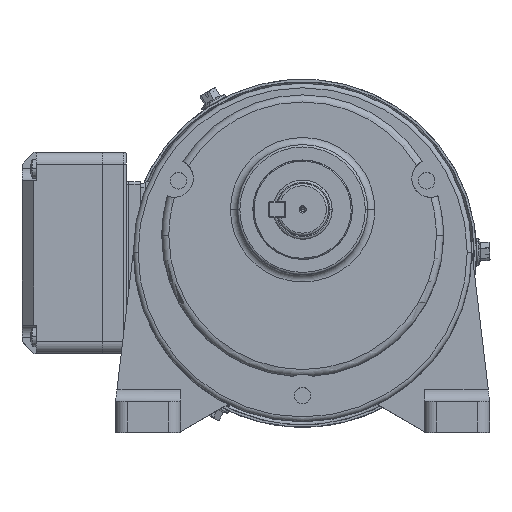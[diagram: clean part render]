
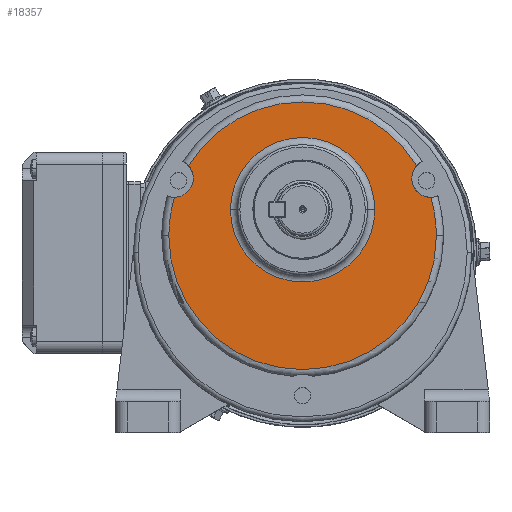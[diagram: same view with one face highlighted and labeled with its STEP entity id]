
A CAD part, top view. The second image highlights one B-rep face of the part: STEP entity #18357.
In plain terms, the highlighted face is planar.
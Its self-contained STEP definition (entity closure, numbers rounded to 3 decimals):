
#1656 = ORIENTED_EDGE ( 'NONE', *, *, #27928, .T. ) ;
#1666 = ORIENTED_EDGE ( 'NONE', *, *, #28420, .T. ) ;
#1778 = EDGE_LOOP ( 'NONE', ( #1890, #1666, #1959, #2006, #1993, #1991, #2000 ) ) ;
#1779 = EDGE_CURVE ( 'NONE', #27932, #27861, #31776, .T. ) ;
#1867 = EDGE_CURVE ( 'NONE', #1888, #27637, #31931, .T. ) ;
#1888 = VERTEX_POINT ( 'NONE', #31972 ) ;
#1890 = ORIENTED_EDGE ( 'NONE', *, *, #28540, .T. ) ;
#1959 = ORIENTED_EDGE ( 'NONE', *, *, #28291, .T. ) ;
#1991 = ORIENTED_EDGE ( 'NONE', *, *, #27633, .F. ) ;
#1993 = ORIENTED_EDGE ( 'NONE', *, *, #1867, .T. ) ;
#1996 = EDGE_CURVE ( 'NONE', #1888, #28369, #32163, .T. ) ;
#2000 = ORIENTED_EDGE ( 'NONE', *, *, #2013, .F. ) ;
#2006 = ORIENTED_EDGE ( 'NONE', *, *, #1996, .F. ) ;
#2013 = EDGE_CURVE ( 'NONE', #28541, #27582, #32151, .T. ) ;
#2379 = ORIENTED_EDGE ( 'NONE', *, *, #1779, .T. ) ;
#6926 = CARTESIAN_POINT ( 'NONE',  ( 46.127, 31.25, -16.8 ) ) ;
#7023 = DIRECTION ( 'NONE',  ( -1., 0., 0. ) ) ;
#7024 = DIRECTION ( 'NONE',  ( 0., 0., -1. ) ) ;
#7025 = AXIS2_PLACEMENT_3D ( 'NONE', #7033, #7024, #7023 ) ;
#7033 = CARTESIAN_POINT ( 'NONE',  ( 54.127, 31.25, -16.8 ) ) ;
#7035 = CIRCLE ( 'NONE', #7025, 8. ) ;
#7036 = CARTESIAN_POINT ( 'NONE',  ( 48.147, 36.565, -16.8 ) ) ;
#7437 = CARTESIAN_POINT ( 'NONE',  ( -30.5, 18., -16.8 ) ) ;
#7532 = CARTESIAN_POINT ( 'NONE',  ( 0., 18., -16.8 ) ) ;
#7576 = CARTESIAN_POINT ( 'NONE',  ( 30.5, 18., -16.8 ) ) ;
#7577 = DIRECTION ( 'NONE',  ( 1., 0., 0. ) ) ;
#7578 = DIRECTION ( 'NONE',  ( 0., 0., 1. ) ) ;
#7579 = AXIS2_PLACEMENT_3D ( 'NONE', #7532, #7578, #7577 ) ;
#7582 = CIRCLE ( 'NONE', #7579, 30.5 ) ;
#8302 = DIRECTION ( 'NONE',  ( 1., 0., 0. ) ) ;
#8303 = DIRECTION ( 'NONE',  ( 0., 0., -1. ) ) ;
#8304 = CARTESIAN_POINT ( 'NONE',  ( 0., 7., -16.8 ) ) ;
#8305 = AXIS2_PLACEMENT_3D ( 'NONE', #8304, #8303, #8302 ) ;
#8306 = CIRCLE ( 'NONE', #8305, 56.5 ) ;
#8410 = CARTESIAN_POINT ( 'NONE',  ( -56.5, 7., -16.8 ) ) ;
#8532 = CARTESIAN_POINT ( 'NONE',  ( -54.113, 23.25, -16.8 ) ) ;
#8651 = DIRECTION ( 'NONE',  ( 1., 0., 0. ) ) ;
#8652 = AXIS2_PLACEMENT_3D ( 'NONE', #8657, #8656, #8651 ) ;
#8656 = DIRECTION ( 'NONE',  ( 0., 0., -1. ) ) ;
#8657 = CARTESIAN_POINT ( 'NONE',  ( 0., 7., -16.8 ) ) ;
#8658 = CARTESIAN_POINT ( 'NONE',  ( 56.5, 7., -16.8 ) ) ;
#8672 = CIRCLE ( 'NONE', #8652, 56.5 ) ;
#8885 = CIRCLE ( 'NONE', #8892, 56.5 ) ;
#8892 = AXIS2_PLACEMENT_3D ( 'NONE', #8934, #8933, #8932 ) ;
#8932 = DIRECTION ( 'NONE',  ( 1., 0., 0. ) ) ;
#8933 = DIRECTION ( 'NONE',  ( 0., 0., -1. ) ) ;
#8934 = CARTESIAN_POINT ( 'NONE',  ( 0., 7., -16.8 ) ) ;
#8947 = CARTESIAN_POINT ( 'NONE',  ( 54.113, 23.25, -16.8 ) ) ;
#18357 = ADVANCED_FACE ( 'NONE', ( #37531, #37545 ), #37530, .F. ) ;
#18358 = EDGE_LOOP ( 'NONE', ( #2379, #1656 ) ) ;
#27582 = VERTEX_POINT ( 'NONE', #6926 ) ;
#27633 = EDGE_CURVE ( 'NONE', #27582, #27637, #7035, .T. ) ;
#27637 = VERTEX_POINT ( 'NONE', #7036 ) ;
#27861 = VERTEX_POINT ( 'NONE', #7437 ) ;
#27928 = EDGE_CURVE ( 'NONE', #27861, #27932, #7582, .T. ) ;
#27932 = VERTEX_POINT ( 'NONE', #7576 ) ;
#28291 = EDGE_CURVE ( 'NONE', #28304, #28369, #8306, .T. ) ;
#28304 = VERTEX_POINT ( 'NONE', #8410 ) ;
#28369 = VERTEX_POINT ( 'NONE', #8532 ) ;
#28420 = EDGE_CURVE ( 'NONE', #28422, #28304, #8672, .T. ) ;
#28422 = VERTEX_POINT ( 'NONE', #8658 ) ;
#28540 = EDGE_CURVE ( 'NONE', #28541, #28422, #8885, .T. ) ;
#28541 = VERTEX_POINT ( 'NONE', #8947 ) ;
#31775 = CARTESIAN_POINT ( 'NONE',  ( 0., 18., -16.8 ) ) ;
#31776 = CIRCLE ( 'NONE', #31777, 30.5 ) ;
#31777 = AXIS2_PLACEMENT_3D ( 'NONE', #31775, #31830, #31829 ) ;
#31829 = DIRECTION ( 'NONE',  ( 1., 0., 0. ) ) ;
#31830 = DIRECTION ( 'NONE',  ( 0., 0., 1. ) ) ;
#31921 = AXIS2_PLACEMENT_3D ( 'NONE', #31975, #31974, #31973 ) ;
#31931 = CIRCLE ( 'NONE', #31921, 56.5 ) ;
#31972 = CARTESIAN_POINT ( 'NONE',  ( -48.147, 36.565, -16.8 ) ) ;
#31973 = DIRECTION ( 'NONE',  ( 1., 0., 0. ) ) ;
#31974 = DIRECTION ( 'NONE',  ( 0., 0., -1. ) ) ;
#31975 = CARTESIAN_POINT ( 'NONE',  ( 0., 7., -16.8 ) ) ;
#32104 = CARTESIAN_POINT ( 'NONE',  ( -54.127, 31.25, -16.8 ) ) ;
#32117 = AXIS2_PLACEMENT_3D ( 'NONE', #32104, #32161, #32160 ) ;
#32143 = DIRECTION ( 'NONE',  ( -1., 0., 0. ) ) ;
#32144 = DIRECTION ( 'NONE',  ( 0., 0., -1. ) ) ;
#32145 = CARTESIAN_POINT ( 'NONE',  ( 54.127, 31.25, -16.8 ) ) ;
#32146 = AXIS2_PLACEMENT_3D ( 'NONE', #32145, #32144, #32143 ) ;
#32151 = CIRCLE ( 'NONE', #32146, 8. ) ;
#32160 = DIRECTION ( 'NONE',  ( -1., 0., 0. ) ) ;
#32161 = DIRECTION ( 'NONE',  ( 0., 0., -1. ) ) ;
#32163 = CIRCLE ( 'NONE', #32117, 8. ) ;
#37495 = CARTESIAN_POINT ( 'NONE',  ( 0., 7., -16.8 ) ) ;
#37523 = DIRECTION ( 'NONE',  ( 1., 0., 0. ) ) ;
#37524 = DIRECTION ( 'NONE',  ( 0., 0., 1. ) ) ;
#37530 = PLANE ( 'NONE',  #37540 ) ;
#37531 = FACE_BOUND ( 'NONE', #18358, .T. ) ;
#37540 = AXIS2_PLACEMENT_3D ( 'NONE', #37495, #37524, #37523 ) ;
#37545 = FACE_OUTER_BOUND ( 'NONE', #1778, .T. ) ;
